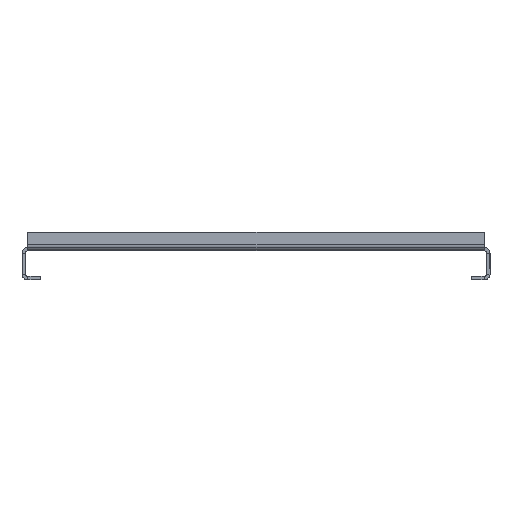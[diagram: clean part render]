
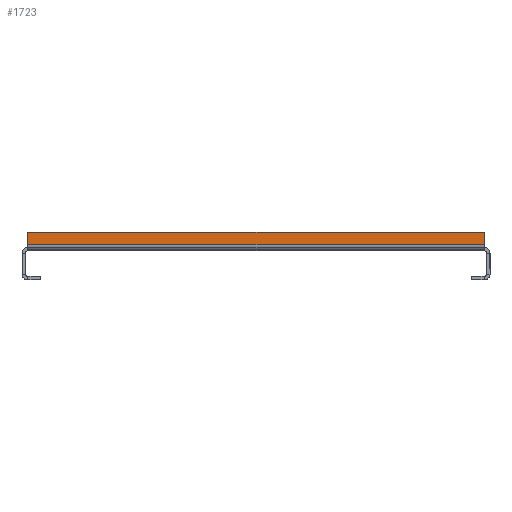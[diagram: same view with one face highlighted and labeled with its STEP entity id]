
A CAD part, left-side view. The second image highlights one B-rep face of the part: STEP entity #1723.
In plain terms, the highlighted planar face has unit normal (-1, 0, 0).
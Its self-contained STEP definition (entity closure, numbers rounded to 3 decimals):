
#25 = DIRECTION ( 'NONE',  ( 0., 0., -1. ) ) ;
#36 = CARTESIAN_POINT ( 'NONE',  ( -151.487, 206.789, 0. ) ) ;
#226 = LINE ( 'NONE', #1238, #560 ) ;
#230 = EDGE_CURVE ( 'NONE', #1783, #2098, #1446, .T. ) ;
#241 = CARTESIAN_POINT ( 'NONE',  ( -151.487, 11.789, 6.5 ) ) ;
#256 = CARTESIAN_POINT ( 'NONE',  ( -151.487, 11.789, 1. ) ) ;
#411 = LINE ( 'NONE', #241, #975 ) ;
#433 = ORIENTED_EDGE ( 'NONE', *, *, #230, .T. ) ;
#468 = EDGE_CURVE ( 'NONE', #504, #1734, #1732, .T. ) ;
#484 = PLANE ( 'NONE',  #1659 ) ;
#504 = VERTEX_POINT ( 'NONE', #1079 ) ;
#512 = EDGE_CURVE ( 'NONE', #2098, #504, #411, .T. ) ;
#546 = ORIENTED_EDGE ( 'NONE', *, *, #512, .T. ) ;
#560 = VECTOR ( 'NONE', #1917, 1000. ) ;
#807 = EDGE_CURVE ( 'NONE', #1783, #1734, #226, .T. ) ;
#922 = DIRECTION ( 'NONE',  ( 0., 1., 0. ) ) ;
#975 = VECTOR ( 'NONE', #922, 1000. ) ;
#1010 = DIRECTION ( 'NONE',  ( 1., 0., 0. ) ) ;
#1079 = CARTESIAN_POINT ( 'NONE',  ( -151.487, 206.789, 6.5 ) ) ;
#1238 = CARTESIAN_POINT ( 'NONE',  ( -151.487, 206.789, 1. ) ) ;
#1289 = VECTOR ( 'NONE', #25, 1000. ) ;
#1344 = FACE_OUTER_BOUND ( 'NONE', #1773, .T. ) ;
#1446 = LINE ( 'NONE', #1834, #1924 ) ;
#1447 = ORIENTED_EDGE ( 'NONE', *, *, #807, .F. ) ;
#1537 = DIRECTION ( 'NONE',  ( 0., 0., -1. ) ) ;
#1564 = ORIENTED_EDGE ( 'NONE', *, *, #468, .T. ) ;
#1659 = AXIS2_PLACEMENT_3D ( 'NONE', #1700, #1010, #1537 ) ;
#1700 = CARTESIAN_POINT ( 'NONE',  ( -151.487, 11.789, 0. ) ) ;
#1723 = ADVANCED_FACE ( 'NONE', ( #1344 ), #484, .F. ) ;
#1732 = LINE ( 'NONE', #36, #1289 ) ;
#1734 = VERTEX_POINT ( 'NONE', #1879 ) ;
#1773 = EDGE_LOOP ( 'NONE', ( #1447, #433, #546, #1564 ) ) ;
#1783 = VERTEX_POINT ( 'NONE', #256 ) ;
#1834 = CARTESIAN_POINT ( 'NONE',  ( -151.487, 11.789, 0. ) ) ;
#1879 = CARTESIAN_POINT ( 'NONE',  ( -151.487, 206.789, 1. ) ) ;
#1917 = DIRECTION ( 'NONE',  ( 0., 1., 0. ) ) ;
#1924 = VECTOR ( 'NONE', #1960, 1000. ) ;
#1960 = DIRECTION ( 'NONE',  ( 0., 0., 1. ) ) ;
#2050 = CARTESIAN_POINT ( 'NONE',  ( -151.487, 11.789, 6.5 ) ) ;
#2098 = VERTEX_POINT ( 'NONE', #2050 ) ;
